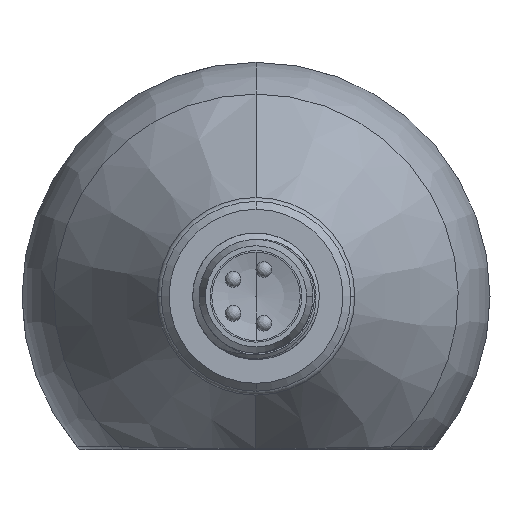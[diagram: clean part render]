
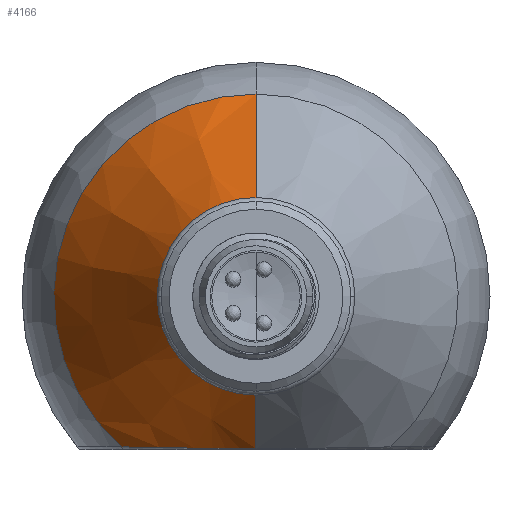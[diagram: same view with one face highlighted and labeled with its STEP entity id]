
A CAD part, front view. The second image highlights one B-rep face of the part: STEP entity #4166.
In plain terms, the highlighted conical face has half-angle 30 degrees and reference radius 14.8 mm.
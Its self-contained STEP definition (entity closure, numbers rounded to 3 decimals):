
#32 = LINE ( 'NONE', #1086, #655 ) ;
#86 = AXIS2_PLACEMENT_3D ( 'NONE', #3533, #1079, #3928 ) ;
#207 = CARTESIAN_POINT ( 'NONE',  ( -10.181, -95.004, -13.554 ) ) ;
#310 = ORIENTED_EDGE ( 'NONE', *, *, #1325, .T. ) ;
#314 = LINE ( 'NONE', #1737, #3133 ) ;
#368 = EDGE_CURVE ( 'NONE', #4413, #2208, #314, .T. ) ;
#405 = ORIENTED_EDGE ( 'NONE', *, *, #562, .T. ) ;
#457 = CIRCLE ( 'NONE', #978, 6. ) ;
#562 = EDGE_CURVE ( 'NONE', #4255, #3774, #965, .T. ) ;
#570 = DIRECTION ( 'NONE',  ( 0., 0., 1. ) ) ;
#576 = CARTESIAN_POINT ( 'NONE',  ( -14.262, -87.363, -17.153 ) ) ;
#620 = CARTESIAN_POINT ( 'NONE',  ( -10.181, -95.004, -1.554 ) ) ;
#644 = CARTESIAN_POINT ( 'NONE',  ( -10.398, -88.711, -17.187 ) ) ;
#655 = VECTOR ( 'NONE', #694, 1000. ) ;
#694 = DIRECTION ( 'NONE',  ( 0., 0.866, 0.5 ) ) ;
#794 = B_SPLINE_CURVE_WITH_KNOTS ( 'NONE', 3,
 ( #4495, #3115, #1619, #4162, #2412, #576, #972, #4517, #3495, #3840, #2323, #2716, #644, #2387 ),
 .UNSPECIFIED., .F., .F.,
 ( 4, 2, 2, 2, 2, 2, 4 ),
 ( 0., 0.003, 0.005, 0.008, 0.009, 0.01, 0.01 ),
 .UNSPECIFIED. ) ;
#849 = EDGE_CURVE ( 'NONE', #3867, #4255, #32, .T. ) ;
#965 = CIRCLE ( 'NONE', #3587, 12.79 ) ;
#972 = CARTESIAN_POINT ( 'NONE',  ( -13.525, -87.824, -17.164 ) ) ;
#978 = AXIS2_PLACEMENT_3D ( 'NONE', #3765, #3066, #570 ) ;
#1079 = DIRECTION ( 'NONE',  ( 0., 1., 0. ) ) ;
#1086 = CARTESIAN_POINT ( 'NONE',  ( -10.181, -79.762, 7.246 ) ) ;
#1325 = EDGE_CURVE ( 'NONE', #3774, #2208, #794, .T. ) ;
#1609 = EDGE_CURVE ( 'NONE', #3867, #4413, #457, .T. ) ;
#1619 = CARTESIAN_POINT ( 'NONE',  ( -17.552, -84.53, -17.096 ) ) ;
#1737 = CARTESIAN_POINT ( 'NONE',  ( -10.181, -79.762, -22.354 ) ) ;
#2208 = VERTEX_POINT ( 'NONE', #2546 ) ;
#2323 = CARTESIAN_POINT ( 'NONE',  ( -11.053, -88.65, -17.185 ) ) ;
#2387 = CARTESIAN_POINT ( 'NONE',  ( -10.181, -88.711, -17.187 ) ) ;
#2412 = CARTESIAN_POINT ( 'NONE',  ( -15.661, -86.317, -17.13 ) ) ;
#2546 = CARTESIAN_POINT ( 'NONE',  ( -10.181, -88.711, -17.187 ) ) ;
#2612 = CARTESIAN_POINT ( 'NONE',  ( -10.181, -83.242, 5.237 ) ) ;
#2688 = DIRECTION ( 'NONE',  ( 0., 0., 1. ) ) ;
#2716 = CARTESIAN_POINT ( 'NONE',  ( -10.618, -88.699, -17.186 ) ) ;
#2994 = CONICAL_SURFACE ( 'NONE', #86, 14.8, 0.524 ) ;
#3066 = DIRECTION ( 'NONE',  ( 0., -1., 0. ) ) ;
#3115 = CARTESIAN_POINT ( 'NONE',  ( -18.145, -83.895, -17.086 ) ) ;
#3133 = VECTOR ( 'NONE', #4590, 1000. ) ;
#3144 = ORIENTED_EDGE ( 'NONE', *, *, #1609, .F. ) ;
#3204 = ORIENTED_EDGE ( 'NONE', *, *, #368, .F. ) ;
#3240 = CARTESIAN_POINT ( 'NONE',  ( -10.181, -83.242, -7.554 ) ) ;
#3476 = EDGE_LOOP ( 'NONE', ( #3204, #3144, #4436, #405, #310 ) ) ;
#3495 = CARTESIAN_POINT ( 'NONE',  ( -11.902, -88.474, -17.18 ) ) ;
#3533 = CARTESIAN_POINT ( 'NONE',  ( -10.181, -79.762, -7.554 ) ) ;
#3587 = AXIS2_PLACEMENT_3D ( 'NONE', #3240, #4469, #2688 ) ;
#3765 = CARTESIAN_POINT ( 'NONE',  ( -10.181, -95.004, -7.554 ) ) ;
#3774 = VERTEX_POINT ( 'NONE', #3839 ) ;
#3839 = CARTESIAN_POINT ( 'NONE',  ( -18.72, -83.242, -17.076 ) ) ;
#3840 = CARTESIAN_POINT ( 'NONE',  ( -11.267, -88.614, -17.184 ) ) ;
#3867 = VERTEX_POINT ( 'NONE', #620 ) ;
#3928 = DIRECTION ( 'NONE',  ( 0., 0., 1. ) ) ;
#4162 = CARTESIAN_POINT ( 'NONE',  ( -16.31, -85.741, -17.118 ) ) ;
#4166 = ADVANCED_FACE ( 'NONE', ( #4276 ), #2994, .T. ) ;
#4255 = VERTEX_POINT ( 'NONE', #2612 ) ;
#4276 = FACE_OUTER_BOUND ( 'NONE', #3476, .T. ) ;
#4413 = VERTEX_POINT ( 'NONE', #207 ) ;
#4436 = ORIENTED_EDGE ( 'NONE', *, *, #849, .T. ) ;
#4469 = DIRECTION ( 'NONE',  ( 0., -1., 0. ) ) ;
#4495 = CARTESIAN_POINT ( 'NONE',  ( -18.72, -83.242, -17.076 ) ) ;
#4517 = CARTESIAN_POINT ( 'NONE',  ( -12.315, -88.337, -17.177 ) ) ;
#4590 = DIRECTION ( 'NONE',  ( 0., 0.866, -0.5 ) ) ;
